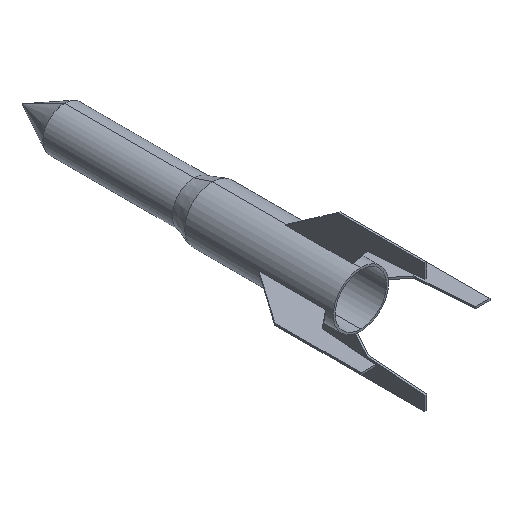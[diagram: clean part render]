
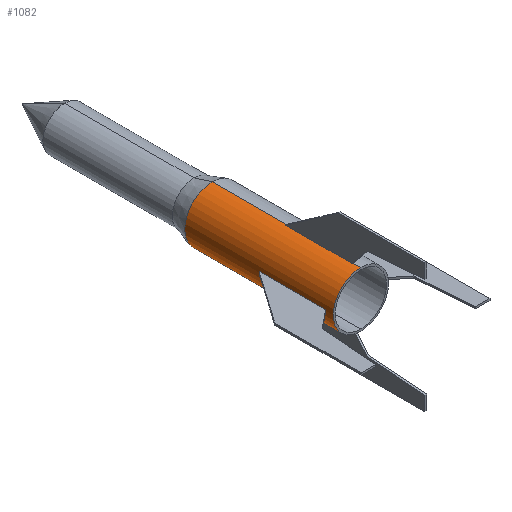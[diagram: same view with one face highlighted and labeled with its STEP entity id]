
A CAD part, isometric view. The second image highlights one B-rep face of the part: STEP entity #1082.
In plain terms, the highlighted cylindrical face has radius 57.5 mm (diameter 115 mm), a partial arc.
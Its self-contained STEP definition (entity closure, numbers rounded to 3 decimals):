
#2 = ORIENTED_EDGE ( 'NONE', *, *, #1164, .F. ) ;
#16 = AXIS2_PLACEMENT_3D ( 'NONE', #568, #894, #901 ) ;
#29 = LINE ( 'NONE', #1337, #1042 ) ;
#33 = ORIENTED_EDGE ( 'NONE', *, *, #852, .F. ) ;
#66 = CARTESIAN_POINT ( 'NONE',  ( 0., 310., 57.5 ) ) ;
#85 = EDGE_CURVE ( 'NONE', #376, #1118, #29, .T. ) ;
#108 = CARTESIAN_POINT ( 'NONE',  ( 0., 310., 0. ) ) ;
#112 = ORIENTED_EDGE ( 'NONE', *, *, #85, .T. ) ;
#197 = AXIS2_PLACEMENT_3D ( 'NONE', #108, #940, #645 ) ;
#211 = VERTEX_POINT ( 'NONE', #66 ) ;
#323 = DIRECTION ( 'NONE',  ( 0., -1., 0. ) ) ;
#376 = VERTEX_POINT ( 'NONE', #885 ) ;
#420 = CARTESIAN_POINT ( 'NONE',  ( 0., 0., -57.5 ) ) ;
#517 = VERTEX_POINT ( 'NONE', #717 ) ;
#568 = CARTESIAN_POINT ( 'NONE',  ( 0., 0., 0. ) ) ;
#580 = DIRECTION ( 'NONE',  ( 0., -1., 0. ) ) ;
#586 = VECTOR ( 'NONE', #580, 1000. ) ;
#645 = DIRECTION ( 'NONE',  ( 0., 0., 1. ) ) ;
#652 = CIRCLE ( 'NONE', #197, 57.5 ) ;
#717 = CARTESIAN_POINT ( 'NONE',  ( 0., 0., 57.5 ) ) ;
#722 = CIRCLE ( 'NONE', #16, 57.5 ) ;
#752 = CARTESIAN_POINT ( 'NONE',  ( 0., 310., 0. ) ) ;
#786 = AXIS2_PLACEMENT_3D ( 'NONE', #752, #323, #863 ) ;
#815 = EDGE_CURVE ( 'NONE', #1118, #517, #722, .T. ) ;
#852 = EDGE_CURVE ( 'NONE', #211, #517, #1114, .T. ) ;
#863 = DIRECTION ( 'NONE',  ( 0., 0., -1. ) ) ;
#885 = CARTESIAN_POINT ( 'NONE',  ( 0., 310., -57.5 ) ) ;
#894 = DIRECTION ( 'NONE',  ( 0., 1., 0. ) ) ;
#901 = DIRECTION ( 'NONE',  ( 0., 0., 1. ) ) ;
#940 = DIRECTION ( 'NONE',  ( 0., 1., 0. ) ) ;
#957 = FACE_OUTER_BOUND ( 'NONE', #1212, .T. ) ;
#981 = ORIENTED_EDGE ( 'NONE', *, *, #815, .T. ) ;
#1042 = VECTOR ( 'NONE', #1330, 1000. ) ;
#1082 = ADVANCED_FACE ( 'NONE', ( #957 ), #1386, .T. ) ;
#1114 = LINE ( 'NONE', #1215, #586 ) ;
#1118 = VERTEX_POINT ( 'NONE', #420 ) ;
#1164 = EDGE_CURVE ( 'NONE', #376, #211, #652, .T. ) ;
#1212 = EDGE_LOOP ( 'NONE', ( #33, #2, #112, #981 ) ) ;
#1215 = CARTESIAN_POINT ( 'NONE',  ( 0., 310., 57.5 ) ) ;
#1330 = DIRECTION ( 'NONE',  ( 0., -1., 0. ) ) ;
#1337 = CARTESIAN_POINT ( 'NONE',  ( 0., 310., -57.5 ) ) ;
#1386 = CYLINDRICAL_SURFACE ( 'NONE', #786, 57.5 ) ;
